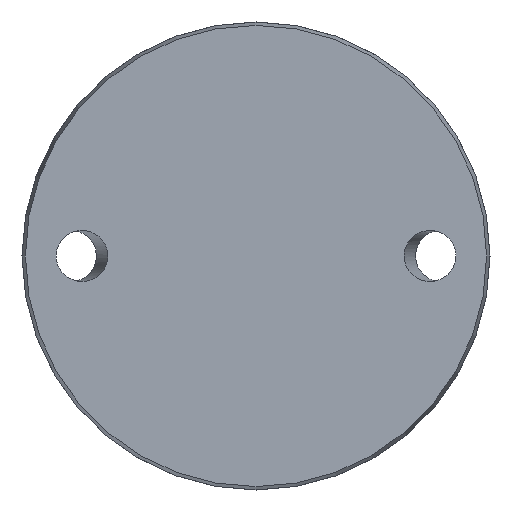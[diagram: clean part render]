
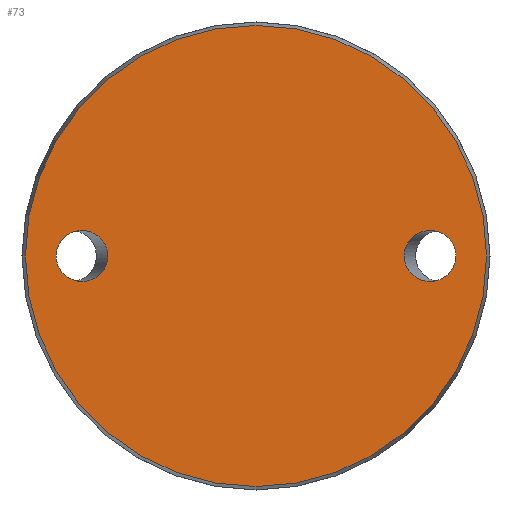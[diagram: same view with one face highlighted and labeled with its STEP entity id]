
A CAD part, front view. The second image highlights one B-rep face of the part: STEP entity #73.
In plain terms, the highlighted planar face has unit normal (0, -1, 0).
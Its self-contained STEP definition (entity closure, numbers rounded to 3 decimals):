
#13 = CARTESIAN_POINT ( 'NONE',  ( -24.691, 0., 0. ) ) ;
#27 = EDGE_CURVE ( 'NONE', #339, #339, #555, .T. ) ;
#49 = EDGE_LOOP ( 'NONE', ( #160 ) ) ;
#73 = ADVANCED_FACE ( 'NONE', ( #692, #725, #561 ), #732, .F. ) ;
#80 = CARTESIAN_POINT ( 'NONE',  ( 33.309, 0., -8.5 ) ) ;
#138 = CARTESIAN_POINT ( 'NONE',  ( 33.309, 0., 8.5 ) ) ;
#160 = ORIENTED_EDGE ( 'NONE', *, *, #27, .T. ) ;
#165 = AXIS2_PLACEMENT_3D ( 'NONE', #324, #618, #722 ) ;
#171 = CARTESIAN_POINT ( 'NONE',  ( -33.309, 0., 0. ) ) ;
#212 = CARTESIAN_POINT ( 'NONE',  ( -38.425, 0., 0. ) ) ;
#236 = CARTESIAN_POINT ( 'NONE',  ( 33.309, 0., 0. ) ) ;
#238 = CARTESIAN_POINT ( 'NONE',  ( -33.309, 0., 8.5 ) ) ;
#257 = AXIS2_PLACEMENT_3D ( 'NONE', #212, #628, #374 ) ;
#266 = ORIENTED_EDGE ( 'NONE', *, *, #410, .T. ) ;
#284 = CARTESIAN_POINT ( 'NONE',  ( 0., 0., -38.425 ) ) ;
#324 = CARTESIAN_POINT ( 'NONE',  ( 0., 0., 0. ) ) ;
#339 = VERTEX_POINT ( 'NONE', #748 ) ;
#374 = DIRECTION ( 'NONE',  ( 0., 0., 1. ) ) ;
#380 = CIRCLE ( 'NONE', #165, 38.425 ) ;
#410 = EDGE_CURVE ( 'NONE', #688, #688, #664, .T. ) ;
#414 = CARTESIAN_POINT ( 'NONE',  ( -24.691, 0., -8.5 ) ) ;
#423 = CARTESIAN_POINT ( 'NONE',  ( -33.309, 0., -8.5 ) ) ;
#426 = CARTESIAN_POINT ( 'NONE',  ( 24.691, 0., -8.5 ) ) ;
#431 = EDGE_LOOP ( 'NONE', ( #742 ) ) ;
#484 = CARTESIAN_POINT ( 'NONE',  ( 24.691, 0., 0. ) ) ;
#542 = CARTESIAN_POINT ( 'NONE',  ( 33.309, 0., 0. ) ) ;
#555 =( BOUNDED_CURVE ( )  B_SPLINE_CURVE ( 3, ( #542, #80, #426, #484, #660, #138, #236 ),
 .UNSPECIFIED., .T., .F. ) 
 B_SPLINE_CURVE_WITH_KNOTS ( ( 4, 3, 4 ),
 ( 0., 3.142, 6.283 ),
 .UNSPECIFIED. ) 
 CURVE ( )  GEOMETRIC_REPRESENTATION_ITEM ( )  RATIONAL_B_SPLINE_CURVE ( ( 1., 0.333, 0.333, 1., 0.333, 0.333, 1. ) ) 
 REPRESENTATION_ITEM ( '' )  );
#561 = FACE_OUTER_BOUND ( 'NONE', #431, .T. ) ;
#583 = VERTEX_POINT ( 'NONE', #284 ) ;
#596 = CARTESIAN_POINT ( 'NONE',  ( -33.309, 0., 0. ) ) ;
#603 = EDGE_CURVE ( 'NONE', #583, #583, #380, .T. ) ;
#614 = EDGE_LOOP ( 'NONE', ( #266 ) ) ;
#618 = DIRECTION ( 'NONE',  ( 0., -1., 0. ) ) ;
#628 = DIRECTION ( 'NONE',  ( 0., 1., 0. ) ) ;
#656 = CARTESIAN_POINT ( 'NONE',  ( -33.309, 0., 0. ) ) ;
#660 = CARTESIAN_POINT ( 'NONE',  ( 24.691, 0., 8.5 ) ) ;
#664 =( BOUNDED_CURVE ( )  B_SPLINE_CURVE ( 3, ( #596, #238, #706, #13, #414, #423, #656 ),
 .UNSPECIFIED., .T., .F. ) 
 B_SPLINE_CURVE_WITH_KNOTS ( ( 4, 3, 4 ),
 ( 0., 3.142, 6.283 ),
 .UNSPECIFIED. ) 
 CURVE ( )  GEOMETRIC_REPRESENTATION_ITEM ( )  RATIONAL_B_SPLINE_CURVE ( ( 1., 0.333, 0.333, 1., 0.333, 0.333, 1. ) ) 
 REPRESENTATION_ITEM ( '' )  );
#688 = VERTEX_POINT ( 'NONE', #171 ) ;
#692 = FACE_BOUND ( 'NONE', #614, .T. ) ;
#706 = CARTESIAN_POINT ( 'NONE',  ( -24.691, 0., 8.5 ) ) ;
#722 = DIRECTION ( 'NONE',  ( 0., 0., -1. ) ) ;
#725 = FACE_BOUND ( 'NONE', #49, .T. ) ;
#732 = PLANE ( 'NONE',  #257 ) ;
#742 = ORIENTED_EDGE ( 'NONE', *, *, #603, .T. ) ;
#748 = CARTESIAN_POINT ( 'NONE',  ( 33.309, 0., 0. ) ) ;
